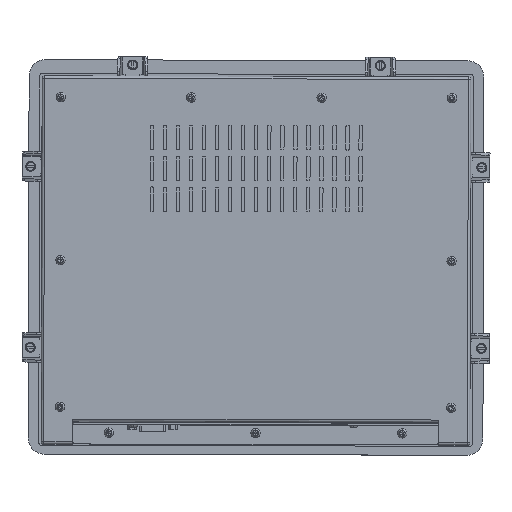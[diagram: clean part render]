
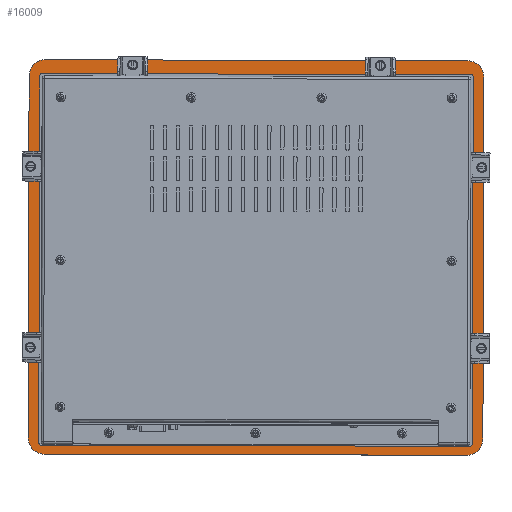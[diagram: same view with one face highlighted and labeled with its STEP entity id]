
A CAD part, top view. The second image highlights one B-rep face of the part: STEP entity #16009.
In plain terms, the highlighted planar face has unit normal (0, 0, 1).
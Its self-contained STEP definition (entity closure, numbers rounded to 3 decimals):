
#2812 = ORIENTED_EDGE ( 'NONE', *, *, #195298, .F. ) ;
#3919 = DIRECTION ( 'NONE',  ( 0.003, 1., 0. ) ) ;
#8013 = ORIENTED_EDGE ( 'NONE', *, *, #248932, .T. ) ;
#8729 = ORIENTED_EDGE ( 'NONE', *, *, #227327, .F. ) ;
#13524 = AXIS2_PLACEMENT_3D ( 'NONE', #154647, #82490, #241361 ) ;
#16009 = ADVANCED_FACE ( 'NONE', ( #155175, #68207 ), #88859, .T. ) ;
#20325 = ORIENTED_EDGE ( 'NONE', *, *, #74689, .F. ) ;
#20833 = CARTESIAN_POINT ( 'NONE',  ( 24.68, -32.623, -8. ) ) ;
#23209 = VECTOR ( 'NONE', #219853, 1000. ) ;
#23771 = CARTESIAN_POINT ( 'NONE',  ( 21.764, 189.385, -8. ) ) ;
#26562 = EDGE_CURVE ( 'NONE', #157989, #44900, #288292, .T. ) ;
#27027 = LINE ( 'NONE', #116591, #59838 ) ;
#31853 = DIRECTION ( 'NONE',  ( 0., 0., -1. ) ) ;
#33239 = EDGE_CURVE ( 'NONE', #44900, #129485, #289838, .T. ) ;
#35414 = CARTESIAN_POINT ( 'NONE',  ( 286.267, 190.19, -8. ) ) ;
#36512 = CARTESIAN_POINT ( 'NONE',  ( 285.672, -36.31, -8. ) ) ;
#37556 = CARTESIAN_POINT ( 'NONE',  ( 283.653, -43.304, -8. ) ) ;
#40838 = CARTESIAN_POINT ( 'NONE',  ( 286.263, 188.69, -8. ) ) ;
#43265 = CARTESIAN_POINT ( 'NONE',  ( 286.267, 190.19, -8. ) ) ;
#44163 = VERTEX_POINT ( 'NONE', #193113 ) ;
#44900 = VERTEX_POINT ( 'NONE', #117901 ) ;
#46396 = CIRCLE ( 'NONE', #285863, 1.5 ) ;
#46606 = ORIENTED_EDGE ( 'NONE', *, *, #267407, .T. ) ;
#50110 = CARTESIAN_POINT ( 'NONE',  ( 24.654, -42.623, -8. ) ) ;
#53858 = CARTESIAN_POINT ( 'NONE',  ( 25.264, 189.376, -8. ) ) ;
#55600 = CARTESIAN_POINT ( 'NONE',  ( 287.763, 188.686, -8. ) ) ;
#56812 = EDGE_CURVE ( 'NONE', #270616, #75385, #232400, .T. ) ;
#57236 = DIRECTION ( 'NONE',  ( 0., 0., 1. ) ) ;
#59327 = VECTOR ( 'NONE', #192737, 1000. ) ;
#59838 = VECTOR ( 'NONE', #206343, 1000. ) ;
#63455 = CARTESIAN_POINT ( 'NONE',  ( 15.264, 189.402, -8. ) ) ;
#63784 = CARTESIAN_POINT ( 'NONE',  ( 294.263, 188.668, -8. ) ) ;
#64170 = DIRECTION ( 'NONE',  ( 0., 0., -1. ) ) ;
#66855 = EDGE_CURVE ( 'NONE', #44163, #206992, #46396, .T. ) ;
#68207 = FACE_OUTER_BOUND ( 'NONE', #290567, .T. ) ;
#72046 = ORIENTED_EDGE ( 'NONE', *, *, #66855, .F. ) ;
#72571 = CARTESIAN_POINT ( 'NONE',  ( 154.489, 84.636, -8. ) ) ;
#74689 = EDGE_CURVE ( 'NONE', #127705, #235761, #199472, .T. ) ;
#74917 = ORIENTED_EDGE ( 'NONE', *, *, #33239, .F. ) ;
#75385 = VERTEX_POINT ( 'NONE', #50110 ) ;
#78023 = EDGE_CURVE ( 'NONE', #206992, #127705, #27027, .T. ) ;
#80551 = DIRECTION ( 'NONE',  ( 1., -0.003, 0. ) ) ;
#82490 = DIRECTION ( 'NONE',  ( 0., 0., 1. ) ) ;
#84885 = DIRECTION ( 'NONE',  ( 0., 0., 1. ) ) ;
#86725 = CARTESIAN_POINT ( 'NONE',  ( 21.764, 189.385, -8. ) ) ;
#88303 = DIRECTION ( 'NONE',  ( 0., 0., 1. ) ) ;
#88859 = PLANE ( 'NONE',  #134840 ) ;
#92208 = CIRCLE ( 'NONE', #115718, 10. ) ;
#98780 = LINE ( 'NONE', #100188, #226075 ) ;
#100188 = CARTESIAN_POINT ( 'NONE',  ( 293.68, -33.331, -8. ) ) ;
#102264 = LINE ( 'NONE', #215528, #23209 ) ;
#103237 = VERTEX_POINT ( 'NONE', #199122 ) ;
#105625 = DIRECTION ( 'NONE',  ( -1., 0.003, 0. ) ) ;
#107952 = LINE ( 'NONE', #37556, #216990 ) ;
#112990 = ORIENTED_EDGE ( 'NONE', *, *, #78023, .F. ) ;
#114941 = DIRECTION ( 'NONE',  ( -1., 0.003, 0. ) ) ;
#115560 = CARTESIAN_POINT ( 'NONE',  ( 23.264, 189.381, -8. ) ) ;
#115718 = AXIS2_PLACEMENT_3D ( 'NONE', #53858, #31853, #114941 ) ;
#116591 = CARTESIAN_POINT ( 'NONE',  ( 287.172, -36.314, -8. ) ) ;
#117901 = CARTESIAN_POINT ( 'NONE',  ( 21.173, -35.614, -8. ) ) ;
#125120 = EDGE_LOOP ( 'NONE', ( #173923, #20325, #112990, #72046, #8729, #74917, #267531, #175562 ) ) ;
#127705 = VERTEX_POINT ( 'NONE', #55600 ) ;
#127827 = CARTESIAN_POINT ( 'NONE',  ( 283.653, -43.304, -8. ) ) ;
#129485 = VERTEX_POINT ( 'NONE', #288324 ) ;
#134840 = AXIS2_PLACEMENT_3D ( 'NONE', #72571, #274126, #162408 ) ;
#135111 = DIRECTION ( 'NONE',  ( 1., -0.003, 0. ) ) ;
#138391 = CARTESIAN_POINT ( 'NONE',  ( 23.268, 190.881, -8. ) ) ;
#138717 = DIRECTION ( 'NONE',  ( 0.003, 1., 0. ) ) ;
#139346 = AXIS2_PLACEMENT_3D ( 'NONE', #281988, #64170, #262862 ) ;
#139518 = CARTESIAN_POINT ( 'NONE',  ( 22.669, -37.118, -8. ) ) ;
#141867 = EDGE_CURVE ( 'NONE', #216841, #277182, #102264, .T. ) ;
#154647 = CARTESIAN_POINT ( 'NONE',  ( 284.263, 188.695, -8. ) ) ;
#155175 = FACE_BOUND ( 'NONE', #125120, .T. ) ;
#157398 = AXIS2_PLACEMENT_3D ( 'NONE', #115560, #181881, #3919 ) ;
#157989 = VERTEX_POINT ( 'NONE', #23771 ) ;
#158733 = CARTESIAN_POINT ( 'NONE',  ( 14.68, -32.597, -8. ) ) ;
#162408 = DIRECTION ( 'NONE',  ( 1., -0.003, 0. ) ) ;
#162901 = CIRCLE ( 'NONE', #139346, 10. ) ;
#163830 = CIRCLE ( 'NONE', #13524, 10. ) ;
#171005 = CARTESIAN_POINT ( 'NONE',  ( 287.172, -36.314, -8. ) ) ;
#172824 = DIRECTION ( 'NONE',  ( -1., 0.003, 0. ) ) ;
#173923 = ORIENTED_EDGE ( 'NONE', *, *, #280464, .F. ) ;
#175562 = ORIENTED_EDGE ( 'NONE', *, *, #270870, .F. ) ;
#176013 = AXIS2_PLACEMENT_3D ( 'NONE', #40838, #287916, #80551 ) ;
#176209 = ORIENTED_EDGE ( 'NONE', *, *, #249805, .T. ) ;
#176534 = DIRECTION ( 'NONE',  ( -0.003, -1., 0. ) ) ;
#178837 = VERTEX_POINT ( 'NONE', #252255 ) ;
#180894 = CIRCLE ( 'NONE', #157398, 1.5 ) ;
#181881 = DIRECTION ( 'NONE',  ( 0., 0., 1. ) ) ;
#185421 = AXIS2_PLACEMENT_3D ( 'NONE', #20833, #88303, #225033 ) ;
#186560 = ORIENTED_EDGE ( 'NONE', *, *, #259217, .F. ) ;
#189681 = CARTESIAN_POINT ( 'NONE',  ( 22.673, -35.618, -8. ) ) ;
#192737 = DIRECTION ( 'NONE',  ( -1., 0.003, 0. ) ) ;
#193113 = CARTESIAN_POINT ( 'NONE',  ( 285.668, -37.81, -8. ) ) ;
#195298 = EDGE_CURVE ( 'NONE', #103237, #216841, #92208, .T. ) ;
#199122 = CARTESIAN_POINT ( 'NONE',  ( 15.264, 189.402, -8. ) ) ;
#199472 = CIRCLE ( 'NONE', #176013, 1.5 ) ;
#200543 = AXIS2_PLACEMENT_3D ( 'NONE', #189681, #57236, #105625 ) ;
#201195 = ORIENTED_EDGE ( 'NONE', *, *, #237526, .F. ) ;
#206343 = DIRECTION ( 'NONE',  ( 0.003, 1., 0. ) ) ;
#206992 = VERTEX_POINT ( 'NONE', #171005 ) ;
#215528 = CARTESIAN_POINT ( 'NONE',  ( 25.291, 199.376, -8. ) ) ;
#216841 = VERTEX_POINT ( 'NONE', #275827 ) ;
#216990 = VECTOR ( 'NONE', #172824, 1000. ) ;
#218887 = VERTEX_POINT ( 'NONE', #138391 ) ;
#219853 = DIRECTION ( 'NONE',  ( 1., -0.003, 0. ) ) ;
#225033 = DIRECTION ( 'NONE',  ( -1., 0.003, 0. ) ) ;
#226075 = VECTOR ( 'NONE', #138717, 1000. ) ;
#227327 = EDGE_CURVE ( 'NONE', #129485, #44163, #246936, .T. ) ;
#231328 = VECTOR ( 'NONE', #237171, 1000. ) ;
#232400 = CIRCLE ( 'NONE', #185421, 10. ) ;
#235761 = VERTEX_POINT ( 'NONE', #43265 ) ;
#236871 = LINE ( 'NONE', #35414, #59327 ) ;
#237171 = DIRECTION ( 'NONE',  ( -0.003, -1., 0. ) ) ;
#237526 = EDGE_CURVE ( 'NONE', #178837, #253091, #162901, .T. ) ;
#239410 = DIRECTION ( 'NONE',  ( -0.003, -1., 0. ) ) ;
#241361 = DIRECTION ( 'NONE',  ( 1., -0.003, 0. ) ) ;
#245820 = ORIENTED_EDGE ( 'NONE', *, *, #141867, .F. ) ;
#246254 = VERTEX_POINT ( 'NONE', #63784 ) ;
#246936 = LINE ( 'NONE', #139518, #269259 ) ;
#248932 = EDGE_CURVE ( 'NONE', #178837, #246254, #98780, .T. ) ;
#249805 = EDGE_CURVE ( 'NONE', #103237, #270616, #265050, .T. ) ;
#252255 = CARTESIAN_POINT ( 'NONE',  ( 293.68, -33.331, -8. ) ) ;
#253091 = VERTEX_POINT ( 'NONE', #127827 ) ;
#259217 = EDGE_CURVE ( 'NONE', #253091, #75385, #107952, .T. ) ;
#261207 = VECTOR ( 'NONE', #176534, 1000. ) ;
#262862 = DIRECTION ( 'NONE',  ( 1., -0.003, 0. ) ) ;
#263057 = ORIENTED_EDGE ( 'NONE', *, *, #56812, .T. ) ;
#265050 = LINE ( 'NONE', #63455, #231328 ) ;
#267407 = EDGE_CURVE ( 'NONE', #246254, #277182, #163830, .T. ) ;
#267531 = ORIENTED_EDGE ( 'NONE', *, *, #26562, .F. ) ;
#269259 = VECTOR ( 'NONE', #135111, 1000. ) ;
#270616 = VERTEX_POINT ( 'NONE', #158733 ) ;
#270870 = EDGE_CURVE ( 'NONE', #218887, #157989, #180894, .T. ) ;
#274126 = DIRECTION ( 'NONE',  ( 0., 0., 1. ) ) ;
#275827 = CARTESIAN_POINT ( 'NONE',  ( 25.291, 199.376, -8. ) ) ;
#277182 = VERTEX_POINT ( 'NONE', #282264 ) ;
#280464 = EDGE_CURVE ( 'NONE', #235761, #218887, #236871, .T. ) ;
#281988 = CARTESIAN_POINT ( 'NONE',  ( 283.68, -33.304, -8. ) ) ;
#282264 = CARTESIAN_POINT ( 'NONE',  ( 284.29, 198.695, -8. ) ) ;
#285863 = AXIS2_PLACEMENT_3D ( 'NONE', #36512, #84885, #239410 ) ;
#287916 = DIRECTION ( 'NONE',  ( 0., 0., 1. ) ) ;
#288292 = LINE ( 'NONE', #86725, #261207 ) ;
#288324 = CARTESIAN_POINT ( 'NONE',  ( 22.669, -37.118, -8. ) ) ;
#289838 = CIRCLE ( 'NONE', #200543, 1.5 ) ;
#290567 = EDGE_LOOP ( 'NONE', ( #263057, #186560, #201195, #8013, #46606, #245820, #2812, #176209 ) ) ;
